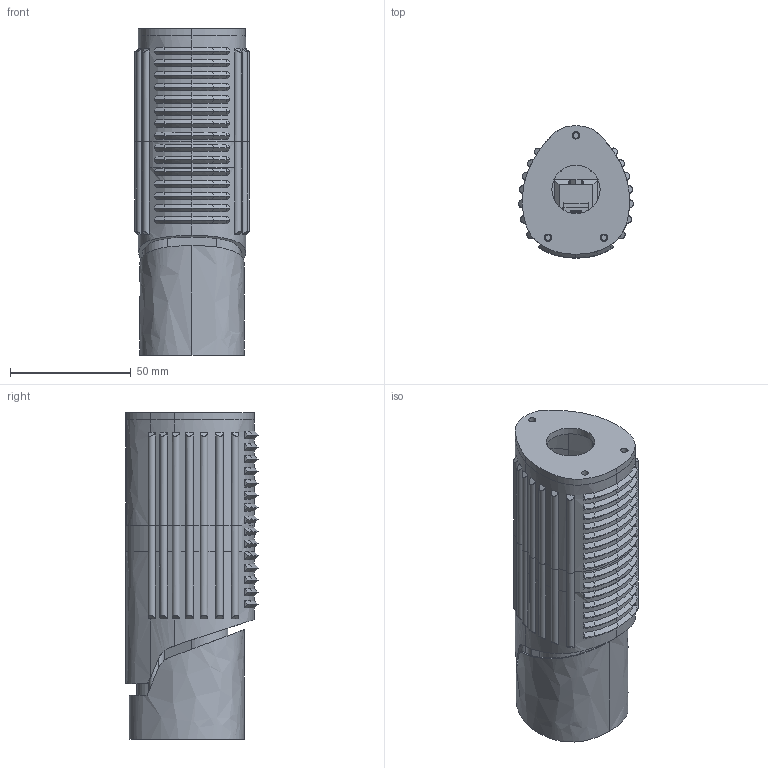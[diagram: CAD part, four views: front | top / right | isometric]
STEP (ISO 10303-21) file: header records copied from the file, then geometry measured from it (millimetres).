
FILE_DESCRIPTION(/* description */ (''),/* implementation_level */ '2;1');
FILE_NAME(/* name */ 'M12 Adapter.step',/* time_stamp */ '2022-02-26T08:01:28-06:00',/* author */ (''),/* organization */ (''),/* preprocessor_version */ 'ST-DEVELOPER v18.1',/* originating_system */ 'Autodesk Translation Framework v10.13.0.1454',/* authorisation */ '');
FILE_SCHEMA (('AUTOMOTIVE_DESIGN { 1 0 10303 214 3 1 1 }'));
Products named in the file (4): M12 Batt Socket R03; M12 Profile Full; QC Spade Crimp Terminal; Microswitch V-15-1C25 v4
Assembly tree (4 placements, depth 2):
  M12 Batt Socket R03
    M12 Profile Full
    QC Spade Crimp Terminal  x2
    Microswitch V-15-1C25 v4
Bounding box: 47.51 x 54.66 x 135.2 mm (x, y, z)
Volume: 179571.1 mm3; surface area: 76533 mm2
Topology: 37 solids, 37 shells, 1206 faces, 3233 edges, 2091 vertices
Faces by surface type: plane 551, bspline 528, cylinder 124, cone 3
Full cylindrical faces by diameter (mm): 1.397 x2, 1.8 x2, 2.221 x2, 2.4 x2, 3 x3, 3.1 x2, 3.3 x4, 6.5 x2, 20 x1
Entity records: 46788 total; most frequent: CARTESIAN_POINT 21399, ORIENTED_EDGE 6250, DIRECTION 3363, EDGE_CURVE 3125, VERTEX_POINT 2027, LINE 1573, VECTOR 1573, B_SPLINE_CURVE_WITH_KNOTS 1285
